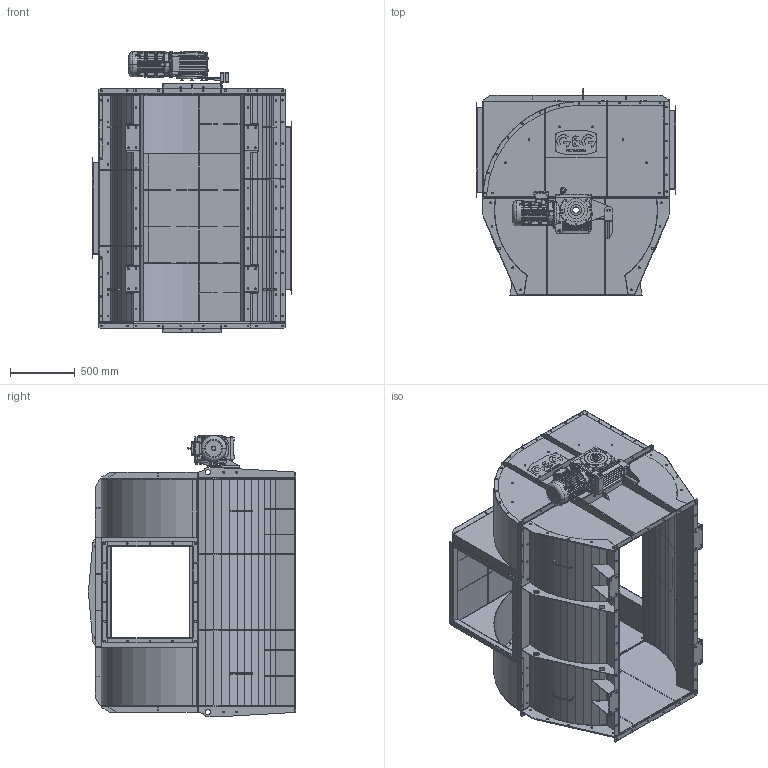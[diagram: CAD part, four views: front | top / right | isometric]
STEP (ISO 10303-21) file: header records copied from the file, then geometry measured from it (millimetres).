
FILE_DESCRIPTION (( 'STEP AP203' ), '1' );
FILE_NAME ('RS0012.STEP', '2023-11-22T15:14:15', ( '' ), ( '' ), 'SwSTEP 2.0', 'SolidWorks 2022', '' );
FILE_SCHEMA (( 'CONFIG_CONTROL_DESIGN' ));
Length unit declared in the file: millimetre
Products named in the file (49): RSGG-125-17_Výchozí; RS-S040-01 FRONT_Výchozí; RS-S103-03 - STRIP_Výchozí; SK32100AZD-100LPTF (2)_Výchozí; SK32100AZD-100LPTF (1)_Výchozí; RS-S139-01 - COVER_Výchozí; RS-S040-05 REINFORCEMENT_Výchozí; RS-S137-09 - STRIP_Výchozí; RS-S138-03 - COVER_Výchozí; RS-S137-01 - COVER_Výchozí; RS-S040-03 BEARING SUPPORT_Výchozí; RS-S140-01 - COVER_Výchozí; RS-S143-01 - SIDE_Výchozí; RS-S138-00 - WLDM COVER; RS0012; RS-S042-02 FLANGE_Výchozí; RS-S137-11 - STRIP_Výchozí; CV-S004-02 - HANDLE RO_Výchozí; RS-S139-02 - STRIP_Výchozí; RS-S139-00 - WLDM SIDE COVER_Výchozí; RS-S040-02 REINFORCEMENT_Výchozí; RS-S103-01 - ANGLE_Výchozí; RS-S137-02 - COVER_Výchozí; PIN TIGHT - PT_14h9 x 9 L140 (D44-D49,9); RS-S140-00 - WLDM SIDE COVER_Výchozí; RS-S137-04 - COVER_Výchozí; RS-S137-10 - STRIP_Výchozí; RS-S142-01 - SIDE_Výchozí; RS-S137-00 - WLDM COVER; RS-S138-10 - FLANGE_Výchozí; RS-S137-05 - FLANGE_Výchozí; RS-S139-03 - STRIP_Výchozí; RS-S103-00 - WLDM ANCHOR 125_Výchozí; RS-S040-00 WLDM FRONT; RS-S103-02 - STRIP_Výchozí; RS-S137-03 - FLANGE_Výchozí; RS-S137-08 - COVER-MIRR_Výchozí; RS-M002-13 - ASSY COVER; RS-S138-11 - FLANGE_Výchozí; RS-S142-00 - WLDM SIDE ...
Assembly tree (80 placements, depth 5):
  RS0012
    RSGG-125-17_Výchozí
      RS-S142-00 - WLDM SIDE
        RS-S142-01 - SIDE_Výchozí
        RS-S042-02 FLANGE_Výchozí  x2
        CV-S004-02 - HANDLE RO_Výchozí  x2
        RS-S142-03 - STRIP_Výchozí  x4
        RS-S142-04 - SUPPORT_Výchozí  x2
      RS-S143-00 - WLDM SIDE
        RS-S143-01 - SIDE_Výchozí
        RS-S042-02 FLANGE_Výchozí  x2
        CV-S004-02 - HANDLE RO_Výchozí  x2
        RS-S142-03 - STRIP_Výchozí  x4
        RS-S142-04 - SUPPORT_Výchozí  x2
      RS-S040-00 WLDM FRONT  x2
        RS-S040-01 FRONT_Výchozí
        RS-S040-02 REINFORCEMENT_Výchozí
        RS-S040-03 BEARING SUPPORT_Výchozí
        RS-S040-05 REINFORCEMENT_Výchozí
      RS-M002-13 - ASSY COVER
        RS-S137-00 - WLDM COVER
          RS-S137-01 - COVER_Výchozí
          RS-S137-02 - COVER_Výchozí  x2
          RS-S137-03 - FLANGE_Výchozí  x2
          RS-S137-04 - COVER_Výchozí
          RS-S137-05 - FLANGE_Výchozí  x2
          RS-S137-06 - FLANGE_Výchozí  x2
          RS-S137-08 - COVER-MIRR_Výchozí
          RS-S137-09 - STRIP_Výchozí
          RS-S137-12 - STRIP_Výchozí
          RS-S137-10 - STRIP_Výchozí  x4
          RS-S137-11 - STRIP_Výchozí
          RS-S137-13 - STRIP_Výchozí  x2
        RS-S138-00 - WLDM COVER
          RS-S138-03 - COVER_Výchozí
          RS-S138-10 - FLANGE_Výchozí  x2
          RS-S138-11 - FLANGE_Výchozí  x2
        RS-S139-00 - WLDM SIDE COVER_Výchozí
          RS-S139-01 - COVER_Výchozí
          RS-S139-02 - STRIP_Výchozí
          RS-S139-03 - STRIP_Výchozí
          RS-S139-04 - STRIP_Výchozí
        RS-S140-00 - WLDM SIDE COVER_Výchozí
          RS-S140-01 - COVER_Výchozí
          RS-S139-02 - STRIP_Výchozí
          RS-S139-03 - STRIP_Výchozí
          RS-S139-04 - STRIP_Výchozí
      RS-S103-00 - WLDM ANCHOR 125_Výchozí
        RS-S103-01 - ANGLE_Výchozí
        RS-S103-02 - STRIP_Výchozí
        RS-S103-03 - STRIP_Výchozí
      RU-D001-93 - PLACKA LOGO XM_NEREZ  x2
      SK32100AZD-100LPTF_Výchozí
        SK32100AZD-100LPTF (1)_Výchozí
        SK32100AZD-100LPTF (2)_Výchozí
      PIN TIGHT - PT_14h9 x 9 L140 (D44-D49,9)
Bounding box: 1533.9 x 1594.91 x 2165.86 mm (x, y, z)
Volume: 66213815.8 mm3; surface area: 30015765.5 mm2
Topology: 79 solids, 102 shells, 4937 faces, 13115 edges, 8406 vertices
Faces by surface type: plane 2669, cylinder 1642, cone 439, bspline 99, torus 86, sphere 2
Entity records: 137913 total; most frequent: CARTESIAN_POINT 30820, ORIENTED_EDGE 21256, DIRECTION 21092, EDGE_CURVE 10628, AXIS2_PLACEMENT_3D 7506, VERTEX_POINT 6814, VECTOR 6080, LINE 6080
